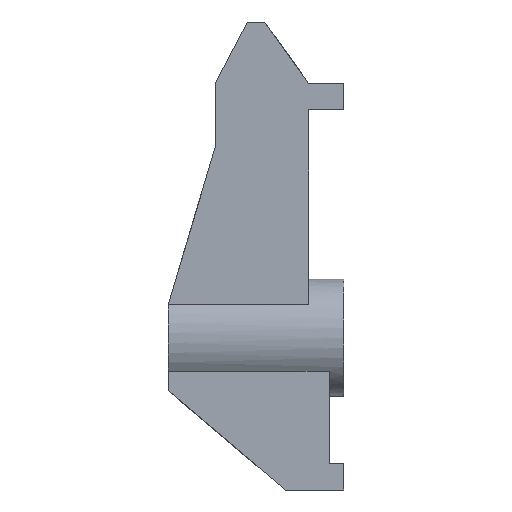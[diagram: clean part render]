
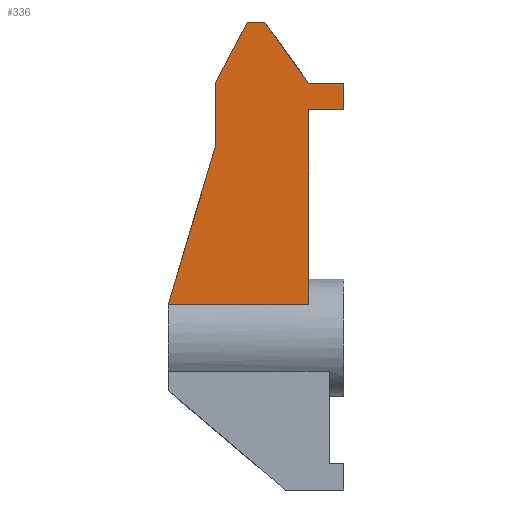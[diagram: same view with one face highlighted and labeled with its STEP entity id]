
A CAD part, left-side view. The second image highlights one B-rep face of the part: STEP entity #336.
In plain terms, the highlighted planar face has unit normal (-1, 0, 0).
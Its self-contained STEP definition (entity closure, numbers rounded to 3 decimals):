
#17 = LINE ( 'NONE', #894, #167 ) ;
#20 = VECTOR ( 'NONE', #313, 1000. ) ;
#27 = DIRECTION ( 'NONE',  ( 0., 0., -1. ) ) ;
#32 = EDGE_CURVE ( 'NONE', #75, #292, #204, .T. ) ;
#36 = CARTESIAN_POINT ( 'NONE',  ( -4.108, 3.5, 0. ) ) ;
#65 = VECTOR ( 'NONE', #610, 1000. ) ;
#69 = ORIENTED_EDGE ( 'NONE', *, *, #609, .T. ) ;
#75 = VERTEX_POINT ( 'NONE', #561 ) ;
#78 = VECTOR ( 'NONE', #173, 1000. ) ;
#140 = VECTOR ( 'NONE', #247, 1000. ) ;
#152 = ORIENTED_EDGE ( 'NONE', *, *, #335, .T. ) ;
#156 = LINE ( 'NONE', #36, #65 ) ;
#167 = VECTOR ( 'NONE', #252, 1000. ) ;
#168 = AXIS2_PLACEMENT_3D ( 'NONE', #711, #487, #582 ) ;
#173 = DIRECTION ( 'NONE',  ( 0., -0.464, 0.886 ) ) ;
#174 = ORIENTED_EDGE ( 'NONE', *, *, #553, .F. ) ;
#175 = CARTESIAN_POINT ( 'NONE',  ( -4.108, 3.5, -5.25 ) ) ;
#178 = LINE ( 'NONE', #736, #140 ) ;
#189 = DIRECTION ( 'NONE',  ( 0., 1., 0. ) ) ;
#204 = LINE ( 'NONE', #477, #802 ) ;
#217 = CARTESIAN_POINT ( 'NONE',  ( -4.108, 3.5, -10.75 ) ) ;
#241 = LINE ( 'NONE', #782, #525 ) ;
#244 = VECTOR ( 'NONE', #600, 1000. ) ;
#246 = VERTEX_POINT ( 'NONE', #1032 ) ;
#247 = DIRECTION ( 'NONE',  ( 0., 1., 0. ) ) ;
#249 = EDGE_CURVE ( 'NONE', #246, #75, #933, .T. ) ;
#250 = CARTESIAN_POINT ( 'NONE',  ( -4.108, 3.5, -5.25 ) ) ;
#252 = DIRECTION ( 'NONE',  ( 0., -1., 0. ) ) ;
#260 = LINE ( 'NONE', #250, #78 ) ;
#292 = VERTEX_POINT ( 'NONE', #217 ) ;
#293 = DIRECTION ( 'NONE',  ( 0., 1., 0. ) ) ;
#313 = DIRECTION ( 'NONE',  ( 0., 0., 1. ) ) ;
#324 = CARTESIAN_POINT ( 'NONE',  ( -4.108, -0.75, 0. ) ) ;
#335 = EDGE_CURVE ( 'NONE', #246, #678, #898, .T. ) ;
#336 = ADVANCED_FACE ( 'NONE', ( #1031 ), #565, .F. ) ;
#347 = ORIENTED_EDGE ( 'NONE', *, *, #909, .F. ) ;
#355 = CARTESIAN_POINT ( 'NONE',  ( -4.108, -4.5, -7.5 ) ) ;
#364 = LINE ( 'NONE', #669, #244 ) ;
#391 = CARTESIAN_POINT ( 'NONE',  ( -4.108, -4.5, -27. ) ) ;
#392 = VERTEX_POINT ( 'NONE', #983 ) ;
#417 = ORIENTED_EDGE ( 'NONE', *, *, #689, .F. ) ;
#445 = LINE ( 'NONE', #1019, #1002 ) ;
#457 = CARTESIAN_POINT ( 'NONE',  ( -4.108, -47.52, -24.15 ) ) ;
#468 = ORIENTED_EDGE ( 'NONE', *, *, #476, .F. ) ;
#474 = EDGE_LOOP ( 'NONE', ( #665, #347, #468, #988, #174, #69, #1003, #591, #152, #417 ) ) ;
#476 = EDGE_CURVE ( 'NONE', #1016, #602, #364, .T. ) ;
#477 = CARTESIAN_POINT ( 'NONE',  ( -4.108, 3.5, -10.75 ) ) ;
#487 = DIRECTION ( 'NONE',  ( 1., 0., 0. ) ) ;
#525 = VECTOR ( 'NONE', #189, 1000. ) ;
#547 = CARTESIAN_POINT ( 'NONE',  ( -4.108, 0.75, 0. ) ) ;
#553 = EDGE_CURVE ( 'NONE', #1063, #758, #260, .T. ) ;
#561 = CARTESIAN_POINT ( 'NONE',  ( -4.108, 7.5, -24.15 ) ) ;
#565 = PLANE ( 'NONE',  #168 ) ;
#582 = DIRECTION ( 'NONE',  ( 0., 0., -1. ) ) ;
#591 = ORIENTED_EDGE ( 'NONE', *, *, #249, .F. ) ;
#600 = DIRECTION ( 'NONE',  ( 0., -0.581, -0.814 ) ) ;
#602 = VERTEX_POINT ( 'NONE', #858 ) ;
#609 = EDGE_CURVE ( 'NONE', #1063, #292, #156, .T. ) ;
#610 = DIRECTION ( 'NONE',  ( 0., 0., -1. ) ) ;
#658 = EDGE_CURVE ( 'NONE', #392, #940, #445, .T. ) ;
#665 = ORIENTED_EDGE ( 'NONE', *, *, #658, .F. ) ;
#669 = CARTESIAN_POINT ( 'NONE',  ( -4.108, -4.5, -5.25 ) ) ;
#678 = VERTEX_POINT ( 'NONE', #355 ) ;
#689 = EDGE_CURVE ( 'NONE', #940, #678, #241, .T. ) ;
#711 = CARTESIAN_POINT ( 'NONE',  ( -4.108, -47.52, 0. ) ) ;
#736 = CARTESIAN_POINT ( 'NONE',  ( -4.108, -47.52, 0. ) ) ;
#758 = VERTEX_POINT ( 'NONE', #547 ) ;
#781 = VECTOR ( 'NONE', #293, 1000. ) ;
#782 = CARTESIAN_POINT ( 'NONE',  ( -4.108, -4.5, -7.5 ) ) ;
#802 = VECTOR ( 'NONE', #951, 1000. ) ;
#820 = CARTESIAN_POINT ( 'NONE',  ( -4.108, -7.5, -7.5 ) ) ;
#858 = CARTESIAN_POINT ( 'NONE',  ( -4.108, -4.5, -5.25 ) ) ;
#894 = CARTESIAN_POINT ( 'NONE',  ( -4.108, -4.5, -5.25 ) ) ;
#898 = LINE ( 'NONE', #391, #20 ) ;
#909 = EDGE_CURVE ( 'NONE', #602, #392, #17, .T. ) ;
#933 = LINE ( 'NONE', #457, #781 ) ;
#940 = VERTEX_POINT ( 'NONE', #820 ) ;
#951 = DIRECTION ( 'NONE',  ( 0., -0.286, 0.958 ) ) ;
#982 = EDGE_CURVE ( 'NONE', #1016, #758, #178, .T. ) ;
#983 = CARTESIAN_POINT ( 'NONE',  ( -4.108, -7.5, -5.25 ) ) ;
#988 = ORIENTED_EDGE ( 'NONE', *, *, #982, .T. ) ;
#1002 = VECTOR ( 'NONE', #27, 1000. ) ;
#1003 = ORIENTED_EDGE ( 'NONE', *, *, #32, .F. ) ;
#1016 = VERTEX_POINT ( 'NONE', #324 ) ;
#1019 = CARTESIAN_POINT ( 'NONE',  ( -4.108, -7.5, 0. ) ) ;
#1031 = FACE_OUTER_BOUND ( 'NONE', #474, .T. ) ;
#1032 = CARTESIAN_POINT ( 'NONE',  ( -4.108, -4.5, -24.15 ) ) ;
#1063 = VERTEX_POINT ( 'NONE', #175 ) ;
